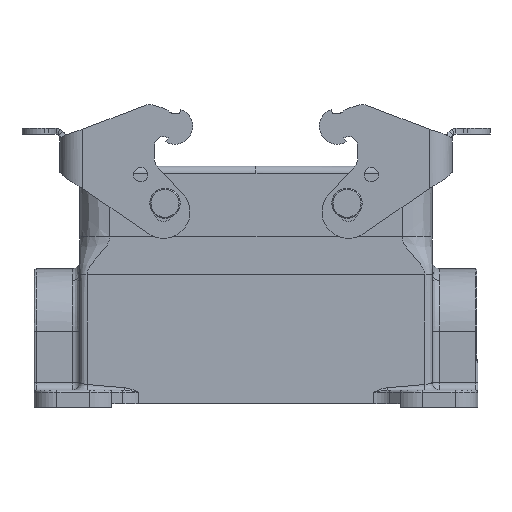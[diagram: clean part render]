
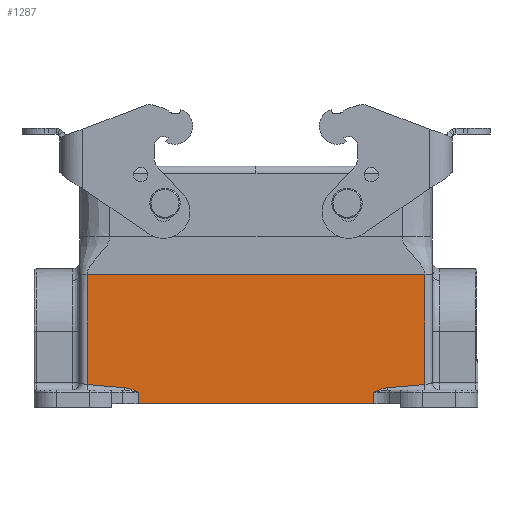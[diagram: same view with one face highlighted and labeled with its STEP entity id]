
A CAD part, front view. The second image highlights one B-rep face of the part: STEP entity #1287.
In plain terms, the highlighted planar face has unit normal (0, -1, 0).
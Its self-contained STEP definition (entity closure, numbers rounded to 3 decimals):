
#526=FACE_OUTER_BOUND('',#3984,.T.);
#1287=ADVANCED_FACE('',(#526),#1734,.T.);
#1734=PLANE('',#10649);
#2104=LINE('',#17414,#2775);
#2105=LINE('',#17668,#2776);
#2141=LINE('',#18184,#2812);
#2150=LINE('',#18205,#2821);
#2775=VECTOR('',#12165,1.);
#2776=VECTOR('',#12174,1.);
#2812=VECTOR('',#12320,1.);
#2821=VECTOR('',#12341,1.);
#3320=B_SPLINE_CURVE_WITH_KNOTS('',3,(#17455,#17456,#17457,#17458,#17459,
#17460,#17461),.UNSPECIFIED.,.F.,.F.,(4,1,1,1,4),(0.,0.24,
0.484,0.74,1.),.UNSPECIFIED.);
#3321=B_SPLINE_CURVE_WITH_KNOTS('',3,(#17485,#17486,#17487,#17488),
 .UNSPECIFIED.,.F.,.F.,(4,4),(0.,1.),.UNSPECIFIED.);
#3323=B_SPLINE_CURVE_WITH_KNOTS('',3,(#17561,#17562,#17563,#17564),
 .UNSPECIFIED.,.F.,.F.,(4,4),(0.,1.),.UNSPECIFIED.);
#3326=B_SPLINE_CURVE_WITH_KNOTS('',3,(#17725,#17726,#17727,#17728),
 .UNSPECIFIED.,.F.,.F.,(4,4),(0.,1.),.UNSPECIFIED.);
#3328=B_SPLINE_CURVE_WITH_KNOTS('',3,(#17814,#17815,#17816,#17817),
 .UNSPECIFIED.,.F.,.F.,(4,4),(0.,1.),.UNSPECIFIED.);
#3339=B_SPLINE_CURVE_WITH_KNOTS('',3,(#18207,#18208,#18209,#18210,#18211,
#18212,#18213),.UNSPECIFIED.,.F.,.F.,(4,1,1,1,4),(0.,0.26,
0.516,0.76,1.),.UNSPECIFIED.);
#3984=EDGE_LOOP('',(#5616,#5617,#5618,#5619,#5620,#5621,#5622,#5623,#5624,
#5625));
#5616=ORIENTED_EDGE('',*,*,#8890,.T.);
#5617=ORIENTED_EDGE('',*,*,#8784,.T.);
#5618=ORIENTED_EDGE('',*,*,#8787,.T.);
#5619=ORIENTED_EDGE('',*,*,#8789,.T.);
#5620=ORIENTED_EDGE('',*,*,#8792,.T.);
#5621=ORIENTED_EDGE('',*,*,#8795,.F.);
#5622=ORIENTED_EDGE('',*,*,#8797,.T.);
#5623=ORIENTED_EDGE('',*,*,#8801,.T.);
#5624=ORIENTED_EDGE('',*,*,#8891,.T.);
#5625=ORIENTED_EDGE('',*,*,#8879,.T.);
#7671=VERTEX_POINT('',#17411);
#7672=VERTEX_POINT('',#17413);
#7673=VERTEX_POINT('',#17454);
#7674=VERTEX_POINT('',#17484);
#7675=VERTEX_POINT('',#17560);
#7676=VERTEX_POINT('',#17667);
#7677=VERTEX_POINT('',#17729);
#7679=VERTEX_POINT('',#17818);
#7728=VERTEX_POINT('',#18185);
#7729=VERTEX_POINT('',#18186);
#8784=EDGE_CURVE('',#7671,#7672,#2104,.T.);
#8787=EDGE_CURVE('',#7672,#7673,#3320,.T.);
#8789=EDGE_CURVE('',#7673,#7674,#3321,.T.);
#8792=EDGE_CURVE('',#7674,#7675,#3323,.T.);
#8795=EDGE_CURVE('',#7676,#7675,#2105,.T.);
#8797=EDGE_CURVE('',#7676,#7677,#3326,.T.);
#8801=EDGE_CURVE('',#7677,#7679,#3328,.T.);
#8879=EDGE_CURVE('',#7728,#7729,#2141,.T.);
#8890=EDGE_CURVE('',#7729,#7671,#2150,.T.);
#8891=EDGE_CURVE('',#7679,#7728,#3339,.T.);
#10649=AXIS2_PLACEMENT_3D('',#18214,#12344,#12345);
#12165=DIRECTION('',(0.,0.,1.));
#12174=DIRECTION('',(1.,0.,0.));
#12320=DIRECTION('',(0.,0.,-1.));
#12341=DIRECTION('',(1.,0.,0.));
#12344=DIRECTION('',(0.,-1.,0.));
#12345=DIRECTION('',(0.,0.,1.));
#17411=CARTESIAN_POINT('',(-15.56,-9.198,-9.736));
#17413=CARTESIAN_POINT('',(-15.56,-9.198,-6.736));
#17414=CARTESIAN_POINT('',(-15.56,-9.198,-9.736));
#17454=CARTESIAN_POINT('',(-11.853,-9.198,-5.576));
#17455=CARTESIAN_POINT('',(-15.56,-9.198,-6.736));
#17456=CARTESIAN_POINT('',(-15.273,-9.198,-6.614));
#17457=CARTESIAN_POINT('',(-14.694,-9.198,-6.363));
#17458=CARTESIAN_POINT('',(-13.8,-9.198,-6.004));
#17459=CARTESIAN_POINT('',(-12.855,-9.198,-5.706));
#17460=CARTESIAN_POINT('',(-12.191,-9.198,-5.593));
#17461=CARTESIAN_POINT('',(-11.853,-9.198,-5.576));
#17484=CARTESIAN_POINT('',(-2.075,-9.198,-4.736));
#17485=CARTESIAN_POINT('',(-11.853,-9.198,-5.576));
#17486=CARTESIAN_POINT('',(-8.579,-9.198,-5.395));
#17487=CARTESIAN_POINT('',(-5.315,-9.198,-5.114));
#17488=CARTESIAN_POINT('',(-2.075,-9.198,-4.736));
#17560=CARTESIAN_POINT('',(-2.075,-9.198,24.264));
#17561=CARTESIAN_POINT('',(-2.075,-9.198,-4.736));
#17562=CARTESIAN_POINT('',(-2.075,-9.198,4.93));
#17563=CARTESIAN_POINT('',(-2.075,-9.198,14.597));
#17564=CARTESIAN_POINT('',(-2.075,-9.198,24.264));
#17667=CARTESIAN_POINT('',(-91.075,-9.198,24.264));
#17668=CARTESIAN_POINT('',(-91.075,-9.198,24.264));
#17725=CARTESIAN_POINT('',(-91.075,-9.198,24.264));
#17726=CARTESIAN_POINT('',(-91.075,-9.198,14.597));
#17727=CARTESIAN_POINT('',(-91.075,-9.198,4.93));
#17728=CARTESIAN_POINT('',(-91.075,-9.198,-4.736));
#17729=CARTESIAN_POINT('',(-91.075,-9.198,-4.736));
#17814=CARTESIAN_POINT('',(-91.075,-9.198,-4.736));
#17815=CARTESIAN_POINT('',(-87.834,-9.198,-5.114));
#17816=CARTESIAN_POINT('',(-84.571,-9.198,-5.395));
#17817=CARTESIAN_POINT('',(-81.297,-9.198,-5.576));
#17818=CARTESIAN_POINT('',(-81.297,-9.198,-5.576));
#18184=CARTESIAN_POINT('',(-77.59,-9.198,-6.736));
#18185=CARTESIAN_POINT('',(-77.59,-9.198,-6.736));
#18186=CARTESIAN_POINT('',(-77.59,-9.198,-9.736));
#18205=CARTESIAN_POINT('',(-77.59,-9.198,-9.736));
#18207=CARTESIAN_POINT('',(-81.297,-9.198,-5.576));
#18208=CARTESIAN_POINT('',(-80.959,-9.198,-5.593));
#18209=CARTESIAN_POINT('',(-80.294,-9.198,-5.706));
#18210=CARTESIAN_POINT('',(-79.35,-9.198,-6.004));
#18211=CARTESIAN_POINT('',(-78.455,-9.198,-6.363));
#18212=CARTESIAN_POINT('',(-77.877,-9.198,-6.614));
#18213=CARTESIAN_POINT('',(-77.59,-9.198,-6.736));
#18214=CARTESIAN_POINT('',(0.125,-9.198,-10.936));
